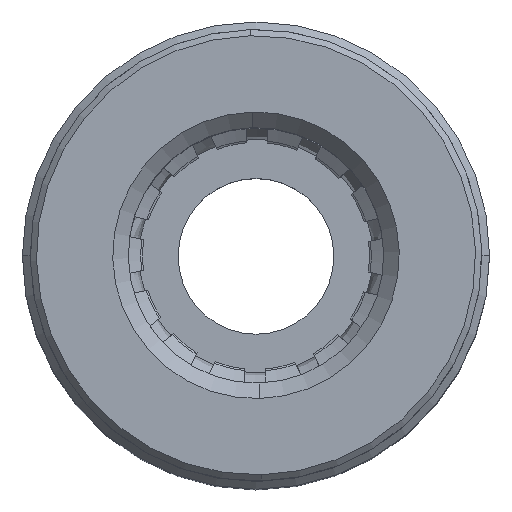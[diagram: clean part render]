
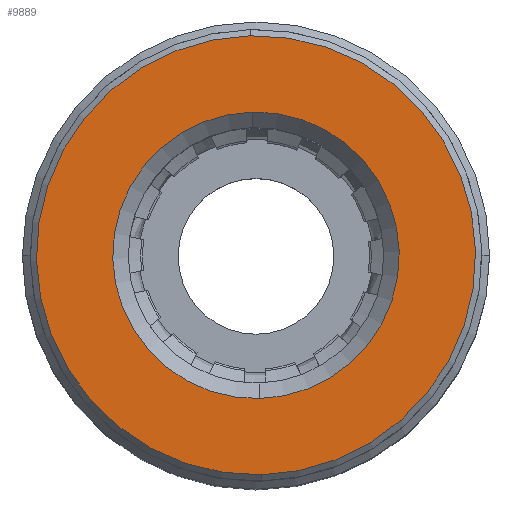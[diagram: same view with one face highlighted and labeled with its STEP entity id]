
A CAD part, top view. The second image highlights one B-rep face of the part: STEP entity #9889.
In plain terms, the highlighted planar face has unit normal (0, 0, 1).
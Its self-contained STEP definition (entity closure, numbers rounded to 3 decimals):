
#1049 = DIRECTION ( 'NONE',  ( 0., 0., 1. ) ) ;
#1286 = ORIENTED_EDGE ( 'NONE', *, *, #5088, .T. ) ;
#2258 = CIRCLE ( 'NONE', #31065, 7.05 ) ;
#2733 = CARTESIAN_POINT ( 'NONE',  ( 6.155, 0.678, 18.879 ) ) ;
#3162 = VERTEX_POINT ( 'NONE', #31892 ) ;
#5088 = EDGE_CURVE ( 'NONE', #30723, #11383, #19706, .T. ) ;
#5892 = CARTESIAN_POINT ( 'NONE',  ( 5.817, 14.774, 18.879 ) ) ;
#6088 = AXIS2_PLACEMENT_3D ( 'NONE', #26605, #11215, #29214 ) ;
#6503 = CARTESIAN_POINT ( 'NONE',  ( 5.986, 7.726, 18.879 ) ) ;
#7138 = EDGE_LOOP ( 'NONE', ( #7349, #32009 ) ) ;
#7349 = ORIENTED_EDGE ( 'NONE', *, *, #30423, .T. ) ;
#9126 = DIRECTION ( 'NONE',  ( 0.024, -1., 0. ) ) ;
#9889 = ADVANCED_FACE ( 'NONE', ( #16995, #23826 ), #18846, .T. ) ;
#10243 = DIRECTION ( 'NONE',  ( 0., 0., 1. ) ) ;
#10983 = EDGE_CURVE ( 'NONE', #11383, #30723, #2258, .T. ) ;
#11215 = DIRECTION ( 'NONE',  ( 0., 0., -1. ) ) ;
#11383 = VERTEX_POINT ( 'NONE', #5892 ) ;
#13003 = ORIENTED_EDGE ( 'NONE', *, *, #10983, .T. ) ;
#13734 = CARTESIAN_POINT ( 'NONE',  ( 5.986, 7.726, 18.879 ) ) ;
#15925 = VERTEX_POINT ( 'NONE', #25032 ) ;
#16367 = DIRECTION ( 'NONE',  ( 0.024, -1., 0. ) ) ;
#16559 = CARTESIAN_POINT ( 'NONE',  ( 5.986, 7.726, 18.879 ) ) ;
#16995 = FACE_BOUND ( 'NONE', #7138, .T. ) ;
#18795 = CIRCLE ( 'NONE', #26742, 4.6 ) ;
#18846 = PLANE ( 'NONE',  #31457 ) ;
#19148 = DIRECTION ( 'NONE',  ( -0.024, 1., 0. ) ) ;
#19706 = CIRCLE ( 'NONE', #31968, 7.05 ) ;
#22436 = CIRCLE ( 'NONE', #6088, 4.6 ) ;
#23826 = FACE_OUTER_BOUND ( 'NONE', #24214, .T. ) ;
#24214 = EDGE_LOOP ( 'NONE', ( #13003, #1286 ) ) ;
#24564 = DIRECTION ( 'NONE',  ( 0., 0., -1. ) ) ;
#25032 = CARTESIAN_POINT ( 'NONE',  ( 6.096, 3.127, 18.879 ) ) ;
#25654 = CARTESIAN_POINT ( 'NONE',  ( 5.986, 7.726, 18.879 ) ) ;
#26605 = CARTESIAN_POINT ( 'NONE',  ( 5.986, 7.726, 18.879 ) ) ;
#26742 = AXIS2_PLACEMENT_3D ( 'NONE', #6503, #24564, #9126 ) ;
#28259 = DIRECTION ( 'NONE',  ( -0.024, 1., 0. ) ) ;
#29214 = DIRECTION ( 'NONE',  ( 0.024, -1., 0. ) ) ;
#30423 = EDGE_CURVE ( 'NONE', #15925, #3162, #22436, .T. ) ;
#30723 = VERTEX_POINT ( 'NONE', #2733 ) ;
#31065 = AXIS2_PLACEMENT_3D ( 'NONE', #16559, #1049, #19148 ) ;
#31457 = AXIS2_PLACEMENT_3D ( 'NONE', #13734, #31773, #16367 ) ;
#31773 = DIRECTION ( 'NONE',  ( 0., 0., 1. ) ) ;
#31892 = CARTESIAN_POINT ( 'NONE',  ( 5.876, 12.324, 18.879 ) ) ;
#31968 = AXIS2_PLACEMENT_3D ( 'NONE', #25654, #10243, #28259 ) ;
#32009 = ORIENTED_EDGE ( 'NONE', *, *, #33362, .T. ) ;
#33362 = EDGE_CURVE ( 'NONE', #3162, #15925, #18795, .T. ) ;
